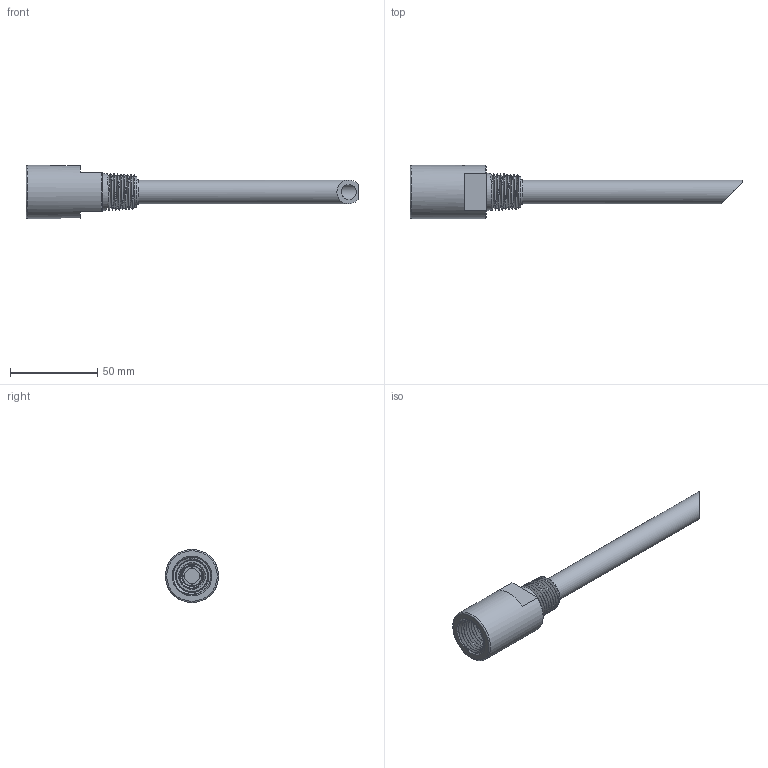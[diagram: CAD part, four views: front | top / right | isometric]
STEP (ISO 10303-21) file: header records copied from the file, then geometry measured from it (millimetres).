
FILE_DESCRIPTION((''),'2;1');
FILE_NAME('IQF-55-PVC_R0.stp','2017-03-06T10:32:10',('salesdesk5'),(''),'Autodesk Inventor 2009','Autodesk Inventor 2009','');
FILE_SCHEMA(('AUTOMOTIVE_DESIGN { 1 0 10303 214 1 1 1 1 }'));
Length unit declared in the file: inch
Products named in the file (1): IQF-55-PVC_R0
Bounding box: 190.5 x 30.48 x 30.48 mm (x, y, z)
Volume: 37240.2 mm3; surface area: 19844.1 mm2
Topology: 1 solids, 1 shells, 77 faces, 190 edges, 122 vertices
Faces by surface type: plane 38, bspline 15, cone 15, cylinder 8, torus 1
Full cylindrical faces by diameter (mm): 8.636 x2, 11.125 x1, 13.716 x1, 17.577 x1, 17.856 x1, 30.48 x1
Entity records: 8865 total; most frequent: CARTESIAN_POINT 7445, ORIENTED_EDGE 288, DIRECTION 250, EDGE_CURVE 144, AXIS2_PLACEMENT_3D 106, VERTEX_POINT 97, EDGE_LOOP 89, FACE_OUTER_BOUND 69
